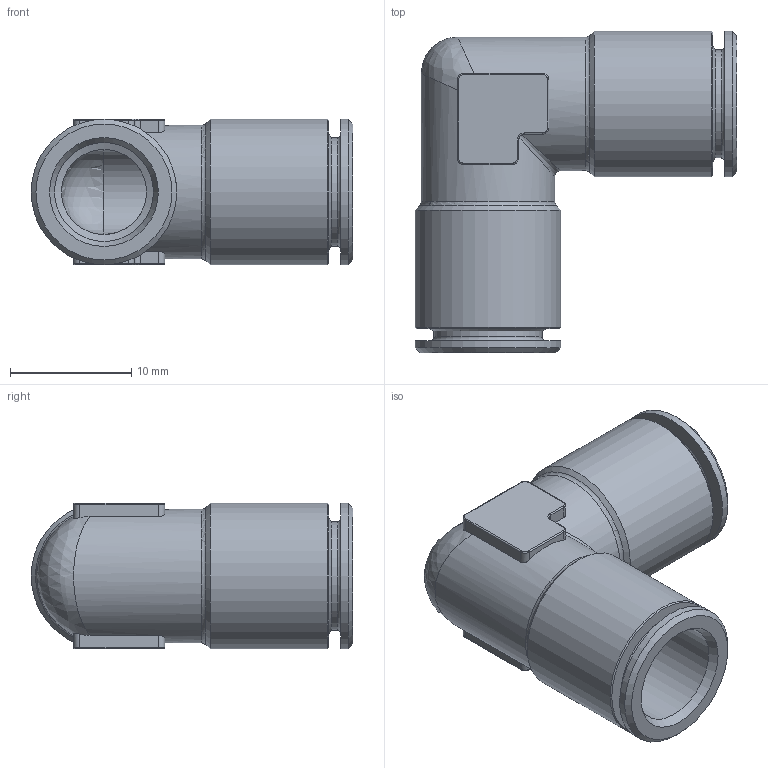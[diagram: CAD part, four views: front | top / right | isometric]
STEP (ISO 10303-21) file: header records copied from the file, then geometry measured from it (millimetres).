
FILE_DESCRIPTION(( 'MAL.28.08.08.stp' ), '1');
FILE_NAME( 'MAL.28.08.08.stp', '2021-02-19T16:28:27',( 'Sopra'),('sopra-pneumatic.com'), 'SwSTEP 2.0','SolidWorks 2009','' );
FILE_SCHEMA( ( 'AUTOMOTIVE_DESIGN { 1 0 10303 214 1 1 1 1 }' ) );
Length unit declared in the file: metre
Products named in the file (1): Taglia-Rivoluzione2
Bounding box: 26.5 x 26.5 x 12 mm (x, y, z)
Volume: 2313.5 mm3; surface area: 2809.5 mm2
Topology: 1 solids, 1 shells, 87 faces, 205 edges, 122 vertices
Faces by surface type: cylinder 36, plane 20, torus 16, cone 12, bspline 2, sphere 1
Full cylindrical faces by diameter (mm): 7 x2, 8.15 x2, 8.9 x2, 11 x2, 12 x4
Entity records: 3306 total; most frequent: CARTESIAN_POINT 767, DIRECTION 400, ORIENTED_EDGE 334, AXIS2_PLACEMENT_3D 172, EDGE_CURVE 167, EDGE_LOOP 121, VERTEX_POINT 114, FACE_OUTER_BOUND 103
